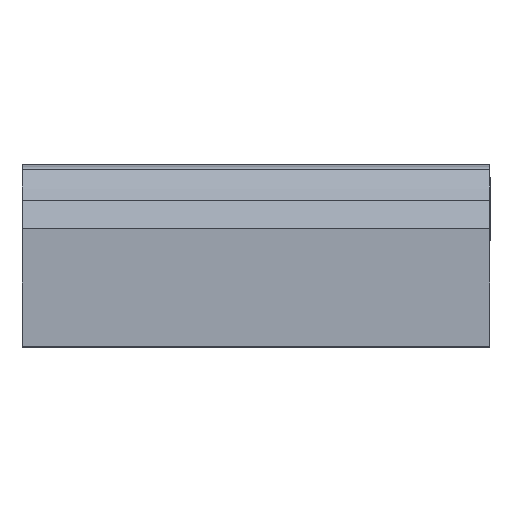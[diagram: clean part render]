
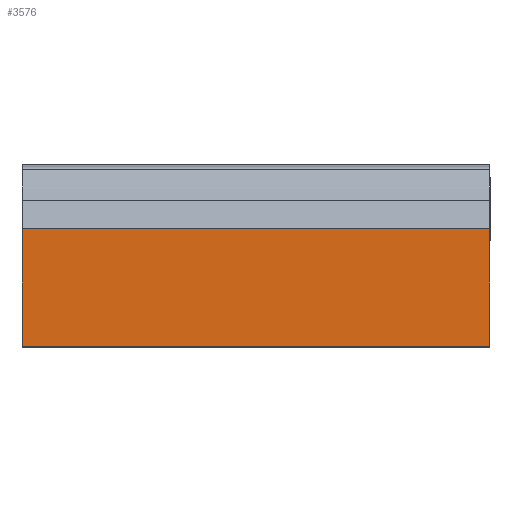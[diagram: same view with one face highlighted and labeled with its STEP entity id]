
A CAD part, top view. The second image highlights one B-rep face of the part: STEP entity #3576.
In plain terms, the highlighted planar face has unit normal (0, 0, 1).
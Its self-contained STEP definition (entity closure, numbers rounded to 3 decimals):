
#33 = PLANE('',#34);
#34 = AXIS2_PLACEMENT_3D('',#35,#36,#37);
#35 = CARTESIAN_POINT('',(-28.,10.487,0.126));
#36 = DIRECTION('',(1.,0.,0.));
#37 = DIRECTION('',(0.,0.,1.));
#566 = VERTEX_POINT('',#567);
#567 = CARTESIAN_POINT('',(-28.,14.033,33.284));
#581 = PLANE('',#582);
#582 = AXIS2_PLACEMENT_3D('',#583,#584,#585);
#583 = CARTESIAN_POINT('',(-28.,17.456,31.884));
#584 = DIRECTION('',(0.,-0.379,-0.926)
  );
#585 = DIRECTION('',(0.,-0.926,0.379)
  );
#593 = EDGE_CURVE('',#566,#594,#596,.T.);
#594 = VERTEX_POINT('',#595);
#595 = CARTESIAN_POINT('',(-28.,0.,33.284));
#596 = SURFACE_CURVE('',#597,(#601,#608),.PCURVE_S1.);
#597 = LINE('',#598,#599);
#598 = CARTESIAN_POINT('',(-28.,14.033,33.284));
#599 = VECTOR('',#600,1.);
#600 = DIRECTION('',(0.,-1.,0.));
#601 = PCURVE('',#33,#602);
#602 = DEFINITIONAL_REPRESENTATION('',(#603),#607);
#603 = LINE('',#604,#605);
#604 = CARTESIAN_POINT('',(33.158,-3.547));
#605 = VECTOR('',#606,1.);
#606 = DIRECTION('',(0.,1.));
#607 = ( GEOMETRIC_REPRESENTATION_CONTEXT(2) 
PARAMETRIC_REPRESENTATION_CONTEXT() REPRESENTATION_CONTEXT('2D SPACE',''
  ) );
#608 = PCURVE('',#609,#614);
#609 = PLANE('',#610);
#610 = AXIS2_PLACEMENT_3D('',#611,#612,#613);
#611 = CARTESIAN_POINT('',(-28.,14.033,33.284));
#612 = DIRECTION('',(0.,0.,-1.));
#613 = DIRECTION('',(0.,-1.,0.));
#614 = DEFINITIONAL_REPRESENTATION('',(#615),#619);
#615 = LINE('',#616,#617);
#616 = CARTESIAN_POINT('',(0.,0.));
#617 = VECTOR('',#618,1.);
#618 = DIRECTION('',(1.,0.));
#619 = ( GEOMETRIC_REPRESENTATION_CONTEXT(2) 
PARAMETRIC_REPRESENTATION_CONTEXT() REPRESENTATION_CONTEXT('2D SPACE',''
  ) );
#637 = PLANE('',#638);
#638 = AXIS2_PLACEMENT_3D('',#639,#640,#641);
#639 = CARTESIAN_POINT('',(-28.,0.,33.284));
#640 = DIRECTION('',(0.,1.,0.));
#641 = DIRECTION('',(0.,0.,-1.));
#927 = PLANE('',#928);
#928 = AXIS2_PLACEMENT_3D('',#929,#930,#931);
#929 = CARTESIAN_POINT('',(28.,10.487,0.126));
#930 = DIRECTION('',(1.,0.,0.));
#931 = DIRECTION('',(0.,0.,1.));
#3364 = EDGE_CURVE('',#594,#3365,#3367,.T.);
#3365 = VERTEX_POINT('',#3366);
#3366 = CARTESIAN_POINT('',(28.,0.,33.284));
#3367 = SURFACE_CURVE('',#3368,(#3372,#3379),.PCURVE_S1.);
#3368 = LINE('',#3369,#3370);
#3369 = CARTESIAN_POINT('',(-28.,0.,33.284));
#3370 = VECTOR('',#3371,1.);
#3371 = DIRECTION('',(1.,0.,0.));
#3372 = PCURVE('',#637,#3373);
#3373 = DEFINITIONAL_REPRESENTATION('',(#3374),#3378);
#3374 = LINE('',#3375,#3376);
#3375 = CARTESIAN_POINT('',(0.,-0.));
#3376 = VECTOR('',#3377,1.);
#3377 = DIRECTION('',(0.,-1.));
#3378 = ( GEOMETRIC_REPRESENTATION_CONTEXT(2) 
PARAMETRIC_REPRESENTATION_CONTEXT() REPRESENTATION_CONTEXT('2D SPACE',''
  ) );
#3379 = PCURVE('',#609,#3380);
#3380 = DEFINITIONAL_REPRESENTATION('',(#3381),#3385);
#3381 = LINE('',#3382,#3383);
#3382 = CARTESIAN_POINT('',(14.033,0.));
#3383 = VECTOR('',#3384,1.);
#3384 = DIRECTION('',(0.,-1.));
#3385 = ( GEOMETRIC_REPRESENTATION_CONTEXT(2) 
PARAMETRIC_REPRESENTATION_CONTEXT() REPRESENTATION_CONTEXT('2D SPACE',''
  ) );
#3576 = ADVANCED_FACE('',(#3577),#609,.F.);
#3577 = FACE_BOUND('',#3578,.F.);
#3578 = EDGE_LOOP('',(#3579,#3602,#3623,#3624));
#3579 = ORIENTED_EDGE('',*,*,#3580,.T.);
#3580 = EDGE_CURVE('',#566,#3581,#3583,.T.);
#3581 = VERTEX_POINT('',#3582);
#3582 = CARTESIAN_POINT('',(28.,14.033,33.284));
#3583 = SURFACE_CURVE('',#3584,(#3588,#3595),.PCURVE_S1.);
#3584 = LINE('',#3585,#3586);
#3585 = CARTESIAN_POINT('',(-28.,14.033,33.284));
#3586 = VECTOR('',#3587,1.);
#3587 = DIRECTION('',(1.,0.,0.));
#3588 = PCURVE('',#609,#3589);
#3589 = DEFINITIONAL_REPRESENTATION('',(#3590),#3594);
#3590 = LINE('',#3591,#3592);
#3591 = CARTESIAN_POINT('',(0.,-0.));
#3592 = VECTOR('',#3593,1.);
#3593 = DIRECTION('',(0.,-1.));
#3594 = ( GEOMETRIC_REPRESENTATION_CONTEXT(2) 
PARAMETRIC_REPRESENTATION_CONTEXT() REPRESENTATION_CONTEXT('2D SPACE',''
  ) );
#3595 = PCURVE('',#581,#3596);
#3596 = DEFINITIONAL_REPRESENTATION('',(#3597),#3601);
#3597 = LINE('',#3598,#3599);
#3598 = CARTESIAN_POINT('',(3.698,0.));
#3599 = VECTOR('',#3600,1.);
#3600 = DIRECTION('',(0.,-1.));
#3601 = ( GEOMETRIC_REPRESENTATION_CONTEXT(2) 
PARAMETRIC_REPRESENTATION_CONTEXT() REPRESENTATION_CONTEXT('2D SPACE',''
  ) );
#3602 = ORIENTED_EDGE('',*,*,#3603,.T.);
#3603 = EDGE_CURVE('',#3581,#3365,#3604,.T.);
#3604 = SURFACE_CURVE('',#3605,(#3609,#3616),.PCURVE_S1.);
#3605 = LINE('',#3606,#3607);
#3606 = CARTESIAN_POINT('',(28.,14.033,33.284));
#3607 = VECTOR('',#3608,1.);
#3608 = DIRECTION('',(0.,-1.,0.));
#3609 = PCURVE('',#609,#3610);
#3610 = DEFINITIONAL_REPRESENTATION('',(#3611),#3615);
#3611 = LINE('',#3612,#3613);
#3612 = CARTESIAN_POINT('',(0.,-56.));
#3613 = VECTOR('',#3614,1.);
#3614 = DIRECTION('',(1.,0.));
#3615 = ( GEOMETRIC_REPRESENTATION_CONTEXT(2) 
PARAMETRIC_REPRESENTATION_CONTEXT() REPRESENTATION_CONTEXT('2D SPACE',''
  ) );
#3616 = PCURVE('',#927,#3617);
#3617 = DEFINITIONAL_REPRESENTATION('',(#3618),#3622);
#3618 = LINE('',#3619,#3620);
#3619 = CARTESIAN_POINT('',(33.158,-3.547));
#3620 = VECTOR('',#3621,1.);
#3621 = DIRECTION('',(0.,1.));
#3622 = ( GEOMETRIC_REPRESENTATION_CONTEXT(2) 
PARAMETRIC_REPRESENTATION_CONTEXT() REPRESENTATION_CONTEXT('2D SPACE',''
  ) );
#3623 = ORIENTED_EDGE('',*,*,#3364,.F.);
#3624 = ORIENTED_EDGE('',*,*,#593,.F.);
